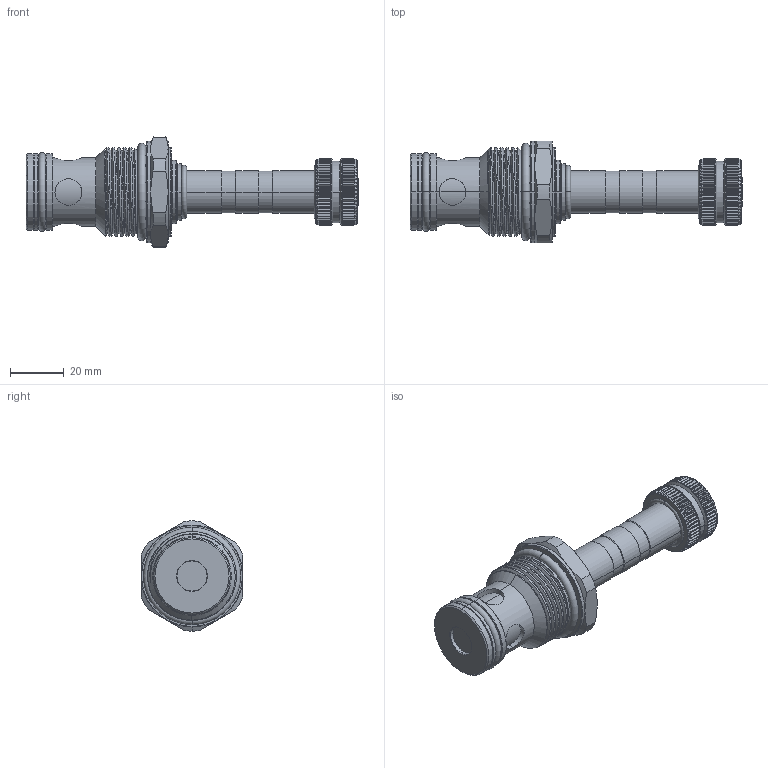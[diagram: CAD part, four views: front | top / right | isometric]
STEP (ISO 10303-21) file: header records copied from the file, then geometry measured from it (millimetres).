
FILE_DESCRIPTION (( 'STEP AP203' ), '1' );
FILE_NAME ('EP16W2C06P05.STEP', '2024-12-09T07:52:13', ( '' ), ( '' ), 'SwSTEP 2.0', 'SolidWorks 2018', '' );
FILE_SCHEMA (( 'CONFIG_CONTROL_DESIGN' ));
Products named in the file (1): EP16W2C06P05
Bounding box: 123.8 x 38 x 41.1 mm (x, y, z)
Volume: 58490.8 mm3; surface area: 14766.9 mm2
Topology: 1 solids, 1 shells, 956 faces, 2496 edges, 1564 vertices
Faces by surface type: cylinder 412, plane 358, cone 151, torus 26, bspline 9
Entity records: 35368 total; most frequent: CARTESIAN_POINT 12709, ORIENTED_EDGE 4992, DIRECTION 4500, EDGE_CURVE 2496, AXIS2_PLACEMENT_3D 1802, VERTEX_POINT 1564, EDGE_LOOP 978, ADVANCED_FACE 956
